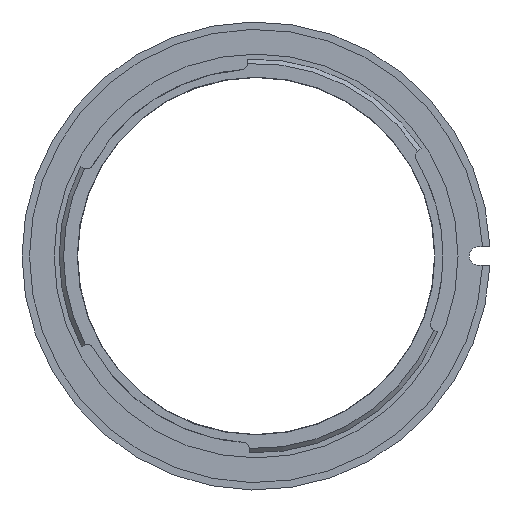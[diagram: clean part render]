
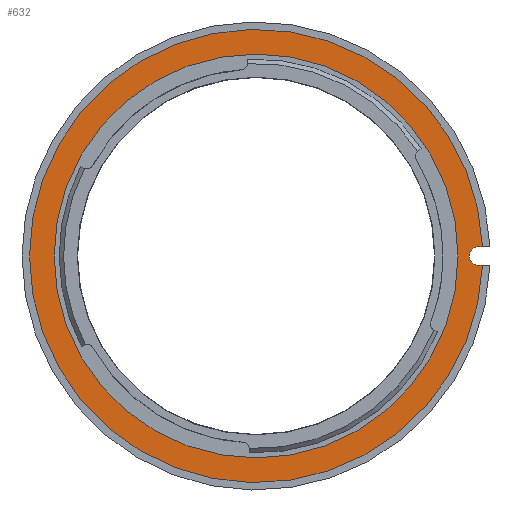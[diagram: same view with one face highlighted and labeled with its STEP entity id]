
A CAD part, left-side view. The second image highlights one B-rep face of the part: STEP entity #632.
In plain terms, the highlighted planar face has unit normal (-1, 0, 0).
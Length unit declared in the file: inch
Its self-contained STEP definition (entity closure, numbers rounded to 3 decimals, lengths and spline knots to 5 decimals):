
#17=FACE_BOUND('',#197,.T.);
#62=LINE('',#1124,#102);
#72=LINE('',#1147,#112);
#102=VECTOR('',#876,0.3937);
#112=VECTOR('',#894,0.3937);
#128=PLANE('',#722);
#158=FACE_OUTER_BOUND('',#196,.T.);
#196=EDGE_LOOP('',(#558,#559,#560,#561));
#197=EDGE_LOOP('',(#562));
#247=CIRCLE('',#720,0.0425);
#248=CIRCLE('',#723,1.0375);
#249=CIRCLE('',#724,0.9245);
#309=VERTEX_POINT('',#1120);
#311=VERTEX_POINT('',#1123);
#316=VERTEX_POINT('',#1135);
#318=VERTEX_POINT('',#1140);
#321=VERTEX_POINT('',#1150);
#393=EDGE_CURVE('',#311,#309,#62,.T.);
#399=EDGE_CURVE('',#316,#311,#247,.T.);
#405=EDGE_CURVE('',#318,#316,#72,.T.);
#406=EDGE_CURVE('',#318,#309,#248,.T.);
#407=EDGE_CURVE('',#321,#321,#249,.T.);
#558=ORIENTED_EDGE('',*,*,#405,.T.);
#559=ORIENTED_EDGE('',*,*,#399,.T.);
#560=ORIENTED_EDGE('',*,*,#393,.T.);
#561=ORIENTED_EDGE('',*,*,#406,.F.);
#562=ORIENTED_EDGE('',*,*,#407,.T.);
#632=ADVANCED_FACE('',(#158,#17),#128,.T.);
#720=AXIS2_PLACEMENT_3D('',#1136,#885,#886);
#722=AXIS2_PLACEMENT_3D('',#1148,#895,#896);
#723=AXIS2_PLACEMENT_3D('',#1149,#897,#898);
#724=AXIS2_PLACEMENT_3D('',#1151,#899,#900);
#876=DIRECTION('',(0.,-1.,0.));
#885=DIRECTION('center_axis',(1.,0.,0.));
#886=DIRECTION('ref_axis',(0.,0.,-1.));
#894=DIRECTION('',(0.,1.,0.));
#895=DIRECTION('center_axis',(-1.,0.,0.));
#896=DIRECTION('ref_axis',(0.,0.,1.));
#897=DIRECTION('center_axis',(1.,0.,0.));
#898=DIRECTION('ref_axis',(0.,1.,0.));
#899=DIRECTION('center_axis',(1.,0.,0.));
#900=DIRECTION('ref_axis',(0.,1.,0.));
#1120=CARTESIAN_POINT('',(0.17635,-1.03663,0.0425));
#1123=CARTESIAN_POINT('',(0.17635,-1.019,0.0425));
#1124=CARTESIAN_POINT('',(0.17635,-0.12274,0.0425));
#1135=CARTESIAN_POINT('',(0.17635,-1.019,-0.0425));
#1136=CARTESIAN_POINT('Origin',(0.17635,-1.019,0.));
#1140=CARTESIAN_POINT('',(0.17635,-1.03663,-0.0425));
#1147=CARTESIAN_POINT('',(0.17635,-0.019,-0.0425));
#1148=CARTESIAN_POINT('Origin',(0.17635,0.981,0.));
#1149=CARTESIAN_POINT('Origin',(0.17635,0.,
0.));
#1150=CARTESIAN_POINT('',(0.17635,-0.9245,0.));
#1151=CARTESIAN_POINT('Origin',(0.17635,0.,
0.));
